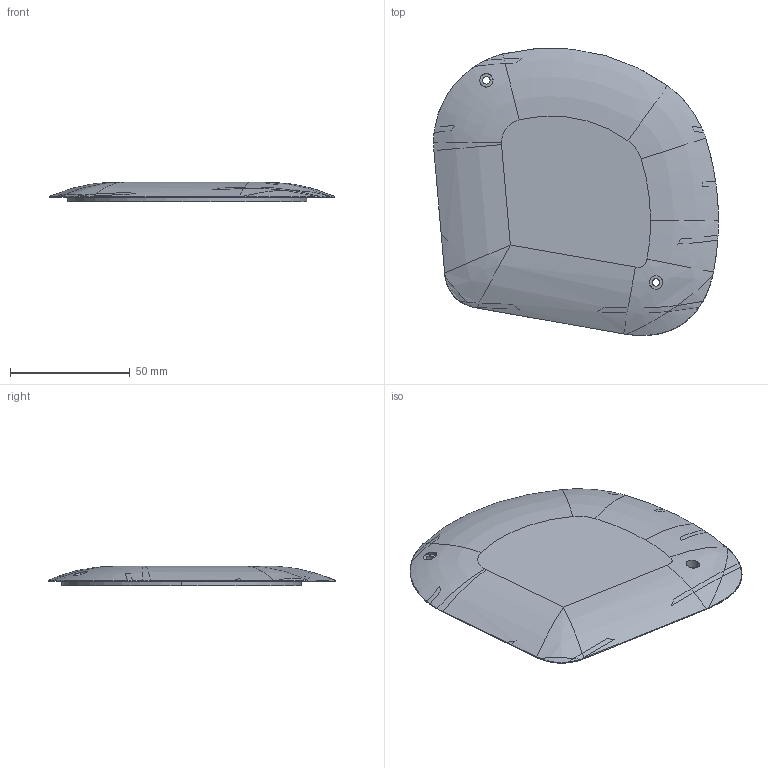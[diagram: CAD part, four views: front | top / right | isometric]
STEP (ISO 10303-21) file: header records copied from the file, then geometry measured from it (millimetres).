
FILE_DESCRIPTION (( 'STEP AP214' ), '1' );
FILE_NAME ('MirrorHeadV5SideCover.STEP', '2018-05-15T13:11:34', ( '' ), ( '' ), 'SwSTEP 2.0', 'SolidWorks 2016', '' );
FILE_SCHEMA (( 'AUTOMOTIVE_DESIGN' ));
Length unit declared in the file: millimetre
Products named in the file (2): MirrorHeadV5SideCover
Bounding box: 118.76 x 119.62 x 8.3 mm (x, y, z)
Volume: 38186 mm3; surface area: 29296.9 mm2
Topology: 1 solids, 1 shells, 219 faces, 612 edges, 398 vertices
Faces by surface type: plane 79, torus 61, cylinder 58, bspline 21
Entity records: 8180 total; most frequent: CARTESIAN_POINT 2754, ORIENTED_EDGE 1220, DIRECTION 1061, EDGE_CURVE 610, AXIS2_PLACEMENT_3D 421, VERTEX_POINT 398, EDGE_LOOP 228, CIRCLE 221
